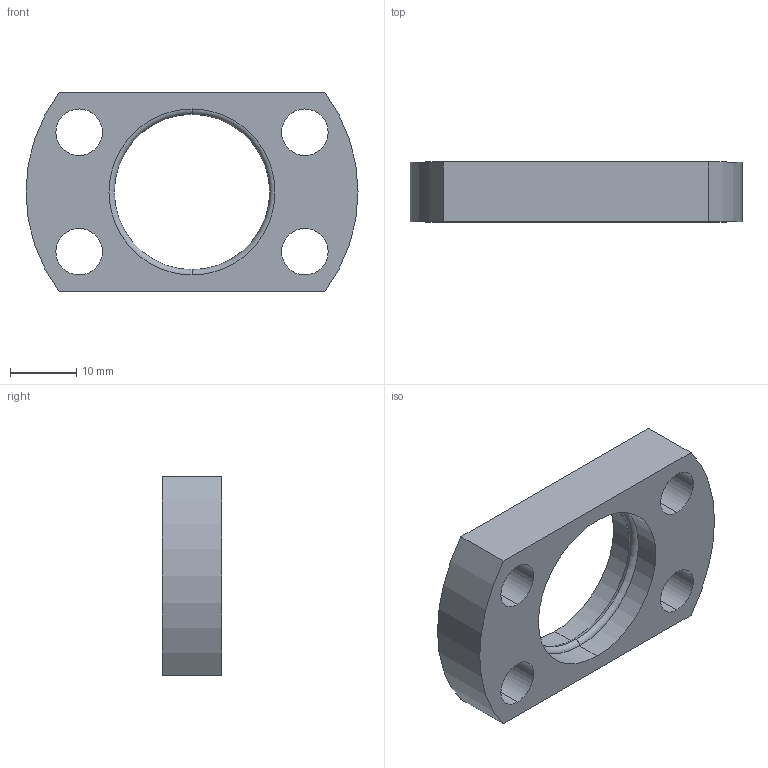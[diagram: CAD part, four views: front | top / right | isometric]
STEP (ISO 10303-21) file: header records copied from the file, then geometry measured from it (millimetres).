
FILE_DESCRIPTION (( 'STEP AP214' ), '1' );
FILE_NAME ('025FF.STEP', '2019-04-12T12:00:36', ( 'Metrol Springs' ), ( 'Hewlett-Packard Company' ), 'SwSTEP 2.0', 'SolidWorks 2017', '' );
FILE_SCHEMA (( 'AUTOMOTIVE_DESIGN' ));
Length unit declared in the file: millimetre
Products named in the file (1): 025FF
Bounding box: 50 x 9 x 30 mm (x, y, z)
Volume: 6912.9 mm3; surface area: 4380.5 mm2
Topology: 1 solids, 1 shells, 22 faces, 54 edges, 34 vertices
Faces by surface type: cylinder 14, torus 4, plane 4
Entity records: 762 total; most frequent: DIRECTION 134, CARTESIAN_POINT 111, ORIENTED_EDGE 108, AXIS2_PLACEMENT_3D 57, EDGE_CURVE 54, VERTEX_POINT 34, CIRCLE 34, EDGE_LOOP 32
